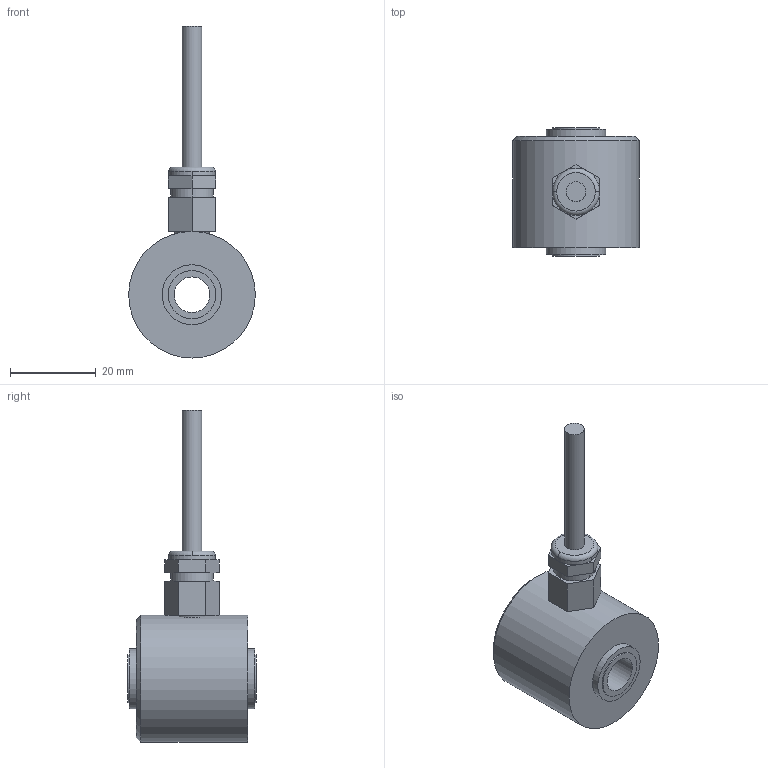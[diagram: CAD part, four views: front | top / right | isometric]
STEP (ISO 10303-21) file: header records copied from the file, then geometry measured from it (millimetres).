
FILE_DESCRIPTION( ( 'Unknown' ), '1' );
FILE_NAME( 'K18-10kN.stp', 'Unknown', ( 'Unknown' ), ( 'Unknown' ), 'PSStep 17.0.49', 'Unknown', ' ' );
FILE_SCHEMA( ( 'AUTOMOTIVE_DESIGN { 1 0 10303 214 1 1 1 1 }' ) );
Length unit declared in the file: millimetre
Products named in the file (4): Assem1; 1030-010_DOC-00064430; kabeldurchmesser 4_doc-00040332; skindicht-mini m8x1_doc-00007566
Assembly tree (3 placements, depth 2):
  Assem1
    1030-010_DOC-00064430
    kabeldurchmesser 4_doc-00040332
    skindicht-mini m8x1_doc-00007566
Bounding box: 29.6 x 30 x 77.6 mm (x, y, z)
Volume: 18781.6 mm3; surface area: 6252.3 mm2
Topology: 3 solids, 3 shells, 50 faces, 105 edges, 68 vertices
Faces by surface type: plane 31, cylinder 14, cone 3, torus 2
Full cylindrical faces by diameter (mm): 4.6 x2, 8.3 x1, 11.2 x2, 14 x2, 29.6 x1
Entity records: 1760 total; most frequent: DIRECTION 246, CARTESIAN_POINT 214, ORIENTED_EDGE 188, AXIS2_PLACEMENT_3D 98, EDGE_CURVE 94, EDGE_LOOP 70, VERTEX_POINT 66, FACE_OUTER_BOUND 58
